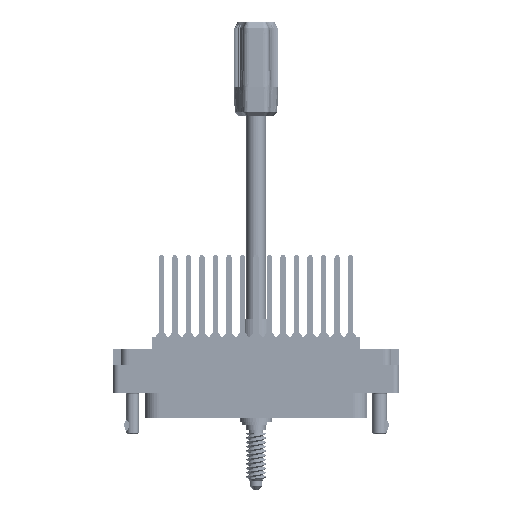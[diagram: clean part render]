
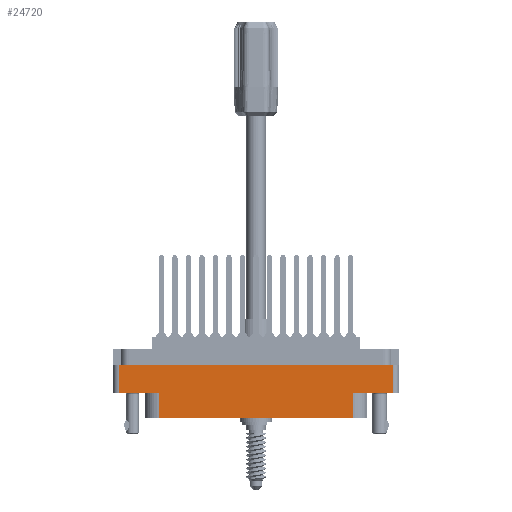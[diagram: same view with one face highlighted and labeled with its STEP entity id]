
A CAD part, front view. The second image highlights one B-rep face of the part: STEP entity #24720.
In plain terms, the highlighted planar face has unit normal (0, -1, 0).
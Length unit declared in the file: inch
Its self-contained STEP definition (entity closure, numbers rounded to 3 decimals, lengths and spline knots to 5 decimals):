
#252 = CARTESIAN_POINT ( 'NONE',  ( -1.375, -0.7625, -0.78 ) ) ;
#2305 = EDGE_CURVE ( 'NONE', #82861, #31980, #59470, .T. ) ;
#10880 = CARTESIAN_POINT ( 'NONE',  ( -1.313, -0.7625, -0.78 ) ) ;
#11187 = EDGE_LOOP ( 'NONE', ( #24600, #94330, #11380, #84176, #79368, #23803, #54906, #43542 ) ) ;
#11380 = ORIENTED_EDGE ( 'NONE', *, *, #53550, .T. ) ;
#13392 = CARTESIAN_POINT ( 'NONE',  ( 0., -0.7625, -0.274 ) ) ;
#16506 = CARTESIAN_POINT ( 'NONE',  ( 1.313, -0.7625, -0.274 ) ) ;
#16753 = LINE ( 'NONE', #109012, #67386 ) ;
#17466 = CARTESIAN_POINT ( 'NONE',  ( -1.313, -0.7625, -0.54 ) ) ;
#18871 = CARTESIAN_POINT ( 'NONE',  ( -1.375, -0.7625, -0.78 ) ) ;
#23803 = ORIENTED_EDGE ( 'NONE', *, *, #27821, .T. ) ;
#23875 = CARTESIAN_POINT ( 'NONE',  ( 1.313, -0.7625, -0.54 ) ) ;
#24600 = ORIENTED_EDGE ( 'NONE', *, *, #88122, .F. ) ;
#24720 = ADVANCED_FACE ( 'NONE', ( #69865 ), #53629, .T. ) ;
#27047 = VECTOR ( 'NONE', #51703, 39.37008 ) ;
#27558 = VERTEX_POINT ( 'NONE', #83509 ) ;
#27821 = EDGE_CURVE ( 'NONE', #31980, #27558, #57096, .T. ) ;
#29798 = LINE ( 'NONE', #67441, #27047 ) ;
#31980 = VERTEX_POINT ( 'NONE', #79114 ) ;
#32109 = DIRECTION ( 'NONE',  ( 1., 0., 0. ) ) ;
#33489 = VECTOR ( 'NONE', #35080, 39.37008 ) ;
#34536 = DIRECTION ( 'NONE',  ( 1., 0., 0. ) ) ;
#34563 = VECTOR ( 'NONE', #90458, 39.37008 ) ;
#35080 = DIRECTION ( 'NONE',  ( 1., 0., 0. ) ) ;
#39665 = VERTEX_POINT ( 'NONE', #23875 ) ;
#41823 = CARTESIAN_POINT ( 'NONE',  ( -0.9315, -0.7625, -0.78 ) ) ;
#43542 = ORIENTED_EDGE ( 'NONE', *, *, #67337, .T. ) ;
#45096 = LINE ( 'NONE', #86977, #56080 ) ;
#47995 = LINE ( 'NONE', #13392, #53439 ) ;
#51703 = DIRECTION ( 'NONE',  ( 0., 0., -1. ) ) ;
#53439 = VECTOR ( 'NONE', #32109, 39.37008 ) ;
#53550 = EDGE_CURVE ( 'NONE', #94648, #92850, #45096, .T. ) ;
#53629 = PLANE ( 'NONE',  #99941 ) ;
#54906 = ORIENTED_EDGE ( 'NONE', *, *, #76288, .F. ) ;
#55031 = EDGE_CURVE ( 'NONE', #93747, #94648, #101009, .T. ) ;
#56080 = VECTOR ( 'NONE', #34536, 39.37008 ) ;
#56826 = DIRECTION ( 'NONE',  ( 0., 0., 1. ) ) ;
#57096 = LINE ( 'NONE', #98887, #103779 ) ;
#59470 = LINE ( 'NONE', #252, #33489 ) ;
#62485 = DIRECTION ( 'NONE',  ( 0., -1., 0. ) ) ;
#65891 = CARTESIAN_POINT ( 'NONE',  ( -1.313, -0.7625, -0.274 ) ) ;
#67337 = EDGE_CURVE ( 'NONE', #39665, #103490, #16753, .T. ) ;
#67386 = VECTOR ( 'NONE', #56826, 39.37008 ) ;
#67441 = CARTESIAN_POINT ( 'NONE',  ( -0.9315, -0.7625, -0.78 ) ) ;
#69865 = FACE_OUTER_BOUND ( 'NONE', #11187, .T. ) ;
#70827 = VECTOR ( 'NONE', #81678, 39.37008 ) ;
#76288 = EDGE_CURVE ( 'NONE', #39665, #27558, #92111, .T. ) ;
#79114 = CARTESIAN_POINT ( 'NONE',  ( 0.9315, -0.7625, -0.78 ) ) ;
#79368 = ORIENTED_EDGE ( 'NONE', *, *, #2305, .T. ) ;
#80858 = CARTESIAN_POINT ( 'NONE',  ( 0., -0.7625, -0.54 ) ) ;
#81678 = DIRECTION ( 'NONE',  ( 0., 0., -1. ) ) ;
#82861 = VERTEX_POINT ( 'NONE', #41823 ) ;
#83509 = CARTESIAN_POINT ( 'NONE',  ( 0.9315, -0.7625, -0.54 ) ) ;
#84176 = ORIENTED_EDGE ( 'NONE', *, *, #87581, .T. ) ;
#86977 = CARTESIAN_POINT ( 'NONE',  ( 0., -0.7625, -0.54 ) ) ;
#87581 = EDGE_CURVE ( 'NONE', #92850, #82861, #29798, .T. ) ;
#88122 = EDGE_CURVE ( 'NONE', #93747, #103490, #47995, .T. ) ;
#88945 = DIRECTION ( 'NONE',  ( 0., 0., -1. ) ) ;
#90458 = DIRECTION ( 'NONE',  ( -1., 0., 0. ) ) ;
#92111 = LINE ( 'NONE', #80858, #34563 ) ;
#92850 = VERTEX_POINT ( 'NONE', #107376 ) ;
#93747 = VERTEX_POINT ( 'NONE', #65891 ) ;
#94330 = ORIENTED_EDGE ( 'NONE', *, *, #55031, .T. ) ;
#94648 = VERTEX_POINT ( 'NONE', #17466 ) ;
#98493 = DIRECTION ( 'NONE',  ( 0., 0., 1. ) ) ;
#98887 = CARTESIAN_POINT ( 'NONE',  ( 0.9315, -0.7625, -0.54 ) ) ;
#99941 = AXIS2_PLACEMENT_3D ( 'NONE', #18871, #62485, #88945 ) ;
#101009 = LINE ( 'NONE', #10880, #70827 ) ;
#103490 = VERTEX_POINT ( 'NONE', #16506 ) ;
#103779 = VECTOR ( 'NONE', #98493, 39.37008 ) ;
#107376 = CARTESIAN_POINT ( 'NONE',  ( -0.9315, -0.7625, -0.54 ) ) ;
#109012 = CARTESIAN_POINT ( 'NONE',  ( 1.313, -0.7625, -0.78 ) ) ;
